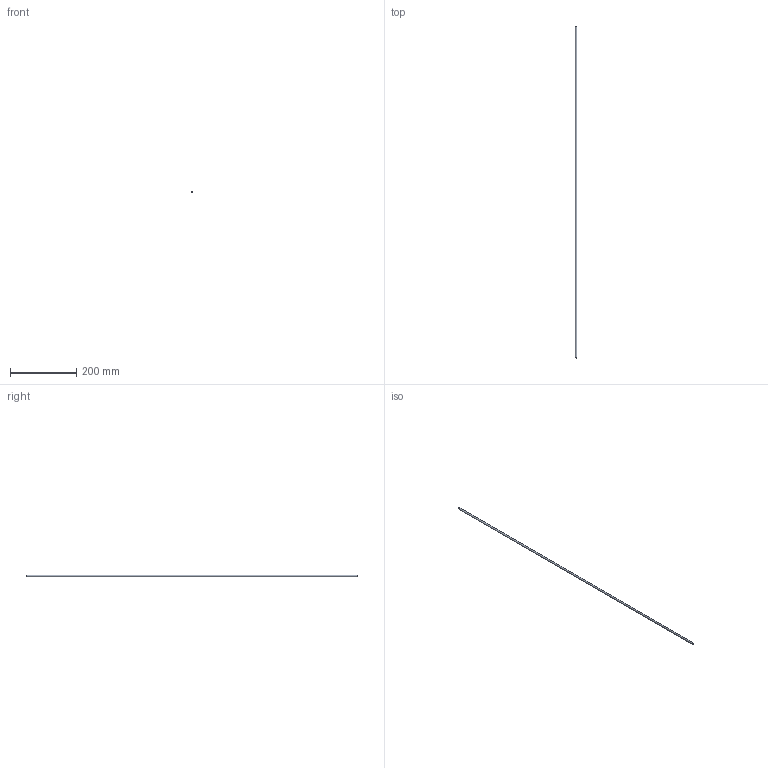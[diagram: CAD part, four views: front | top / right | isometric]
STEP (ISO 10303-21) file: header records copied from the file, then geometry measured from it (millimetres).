
FILE_DESCRIPTION( ( 'Unknown' ), '1' );
FILE_NAME( '384xx414_MaxSize.stp', 'Unknown', ( 'Unknown' ), ( 'Unknown' ), 'PSStep 21.0.46', 'Unknown', ' ' );
FILE_SCHEMA( ( 'AUTOMOTIVE_DESIGN { 1 0 10303 214 1 1 1 1 }' ) );
Length unit declared in the file: millimetre
Products named in the file (3): Assem1; MaxSize; 384xx414
Assembly tree (2 placements, depth 2):
  Assem1
    MaxSize
    384xx414
Bounding box: 4.95 x 1000.2 x 4.95 mm (x, y, z)
Surface area: 30708.3 mm2
Topology: 2 solids, 2 shells, 6 faces, 6 edges, 4 vertices
Faces by surface type: plane 4, cylinder 2
Full cylindrical faces by diameter (mm): 4.8 x1, 4.95 x1
Entity records: 206 total; most frequent: DIRECTION 26, CARTESIAN_POINT 17, AXIS2_PLACEMENT_3D 13, FACE_OUTER_BOUND 8, EDGE_LOOP 8, ORIENTED_EDGE 8, STYLED_ITEM 6, PRESENTATION_STYLE_ASSIGNMENT 6
